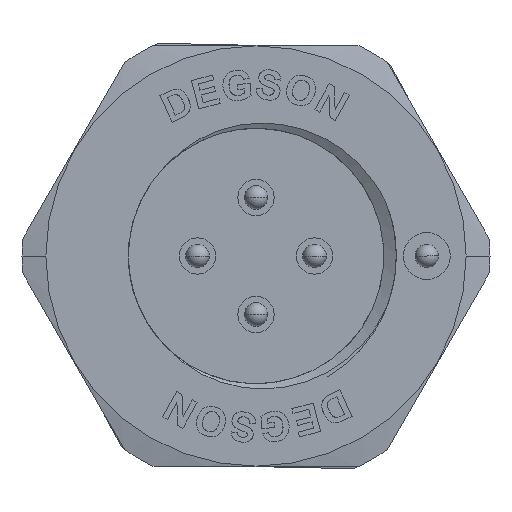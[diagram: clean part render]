
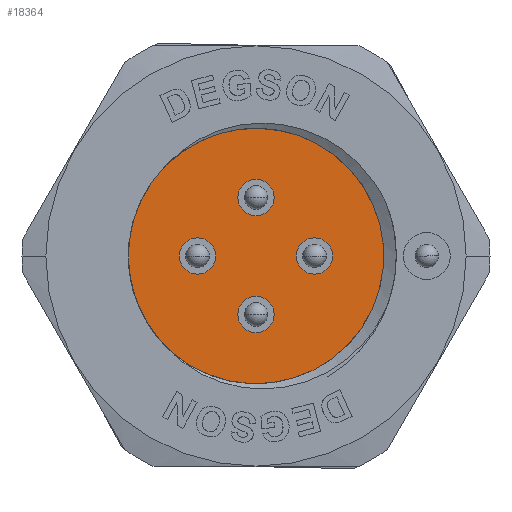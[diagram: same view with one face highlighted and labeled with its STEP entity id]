
A CAD part, left-side view. The second image highlights one B-rep face of the part: STEP entity #18364.
In plain terms, the highlighted planar face has unit normal (-1, 0, 0).
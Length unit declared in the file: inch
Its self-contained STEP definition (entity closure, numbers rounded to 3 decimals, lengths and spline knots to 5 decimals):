
#5792=CARTESIAN_POINT('',(-0.07087,0.,0.));
#5793=DIRECTION('',(-1.,0.,0.));
#5794=DIRECTION('',(0.,1.,0.));
#5795=AXIS2_PLACEMENT_3D('',#5792,#5793,#5794);
#5850=CARTESIAN_POINT('',(-0.07087,0.,0.));
#5851=DIRECTION('',(-1.,0.,0.));
#5852=DIRECTION('',(0.,0.891,0.453));
#5853=AXIS2_PLACEMENT_3D('',#5850,#5851,#5852);
#5855=CARTESIAN_POINT('',(-0.07087,0.,0.));
#5856=DIRECTION('',(-1.,0.,0.));
#5857=DIRECTION('',(0.,-0.458,0.889));
#5858=AXIS2_PLACEMENT_3D('',#5855,#5856,#5857);
#5884=CARTESIAN_POINT('',(-0.07087,0.19155,
0.09742));
#7200=CARTESIAN_POINT('',(-0.07087,0.,0.09843));
#7201=DIRECTION('',(-1.,0.,0.));
#7202=DIRECTION('',(0.,-1.,0.));
#7203=AXIS2_PLACEMENT_3D('',#7200,#7201,#7202);
#7205=CARTESIAN_POINT('',(-0.07087,0.,0.09843));
#7206=DIRECTION('',(-1.,0.,0.));
#7207=DIRECTION('',(0.,1.,0.));
#7208=AXIS2_PLACEMENT_3D('',#7205,#7206,#7207);
#7266=CARTESIAN_POINT('',(-0.07087,-0.09843,0.));
#7267=DIRECTION('',(-1.,0.,0.));
#7268=DIRECTION('',(0.,-1.,0.));
#7269=AXIS2_PLACEMENT_3D('',#7266,#7267,#7268);
#7271=CARTESIAN_POINT('',(-0.07087,-0.09843,0.));
#7272=DIRECTION('',(-1.,0.,0.));
#7273=DIRECTION('',(0.,1.,0.));
#7274=AXIS2_PLACEMENT_3D('',#7271,#7272,#7273);
#7332=CARTESIAN_POINT('',(-0.07087,0.,-0.09843));
#7333=DIRECTION('',(-1.,0.,0.));
#7334=DIRECTION('',(0.,-1.,0.));
#7335=AXIS2_PLACEMENT_3D('',#7332,#7333,#7334);
#7337=CARTESIAN_POINT('',(-0.07087,0.,-0.09843));
#7338=DIRECTION('',(-1.,0.,0.));
#7339=DIRECTION('',(0.,1.,0.));
#7340=AXIS2_PLACEMENT_3D('',#7337,#7338,#7339);
#7398=CARTESIAN_POINT('',(-0.07087,0.09843,0.));
#7399=DIRECTION('',(-1.,0.,0.));
#7400=DIRECTION('',(0.,-1.,0.));
#7401=AXIS2_PLACEMENT_3D('',#7398,#7399,#7400);
#7403=CARTESIAN_POINT('',(-0.07087,0.09843,0.));
#7404=DIRECTION('',(-1.,0.,0.));
#7405=DIRECTION('',(0.,1.,0.));
#7406=AXIS2_PLACEMENT_3D('',#7403,#7404,#7405);
#11085=CARTESIAN_POINT('',(-0.07087,-0.03051,
0.09843));
#11086=CARTESIAN_POINT('',(-0.07087,0.03051,
0.09843));
#11087=VERTEX_POINT('',#11085);
#11088=VERTEX_POINT('',#11086);
#11089=CARTESIAN_POINT('',(-0.07087,-0.12894,0.));
#11090=CARTESIAN_POINT('',(-0.07087,-0.06791,0.));
#11091=VERTEX_POINT('',#11089);
#11092=VERTEX_POINT('',#11090);
#11093=CARTESIAN_POINT('',(-0.07087,-0.03051,
-0.09843));
#11094=CARTESIAN_POINT('',(-0.07087,0.03051,
-0.09843));
#11095=VERTEX_POINT('',#11093);
#11096=VERTEX_POINT('',#11094);
#11097=CARTESIAN_POINT('',(-0.07087,0.06791,0.));
#11098=CARTESIAN_POINT('',(-0.07087,0.12894,0.));
#11099=VERTEX_POINT('',#11097);
#11100=VERTEX_POINT('',#11098);
#11114=VERTEX_POINT('',#5884);
#11127=CARTESIAN_POINT('',(-0.07087,-0.09851,
0.191));
#11128=VERTEX_POINT('',#11127);
#11132=CARTESIAN_POINT('',(-0.07087,0.2149,0.));
#11133=VERTEX_POINT('',#11132);
#18328=CARTESIAN_POINT('',(-0.07087,0.13623,
0.25308));
#18329=DIRECTION('',(1.,0.,0.));
#18330=DIRECTION('',(0.,0.,-1.));
#18331=AXIS2_PLACEMENT_3D('',#18328,#18329,#18330);
#18332=PLANE('',#18331);
#18334=ORIENTED_EDGE('',*,*,#18333,.F.);
#18335=ORIENTED_EDGE('',*,*,#18242,.F.);
#18337=ORIENTED_EDGE('',*,*,#18336,.F.);
#18338=EDGE_LOOP('',(#18334,#18335,#18337));
#18339=FACE_OUTER_BOUND('',#18338,.F.);
#18341=ORIENTED_EDGE('',*,*,#18340,.T.);
#18343=ORIENTED_EDGE('',*,*,#18342,.T.);
#18344=EDGE_LOOP('',(#18341,#18343));
#18345=FACE_BOUND('',#18344,.F.);
#18347=ORIENTED_EDGE('',*,*,#18346,.T.);
#18349=ORIENTED_EDGE('',*,*,#18348,.T.);
#18350=EDGE_LOOP('',(#18347,#18349));
#18351=FACE_BOUND('',#18350,.F.);
#18353=ORIENTED_EDGE('',*,*,#18352,.T.);
#18355=ORIENTED_EDGE('',*,*,#18354,.T.);
#18356=EDGE_LOOP('',(#18353,#18355));
#18357=FACE_BOUND('',#18356,.F.);
#18359=ORIENTED_EDGE('',*,*,#18358,.T.);
#18361=ORIENTED_EDGE('',*,*,#18360,.T.);
#18362=EDGE_LOOP('',(#18359,#18361));
#18363=FACE_BOUND('',#18362,.F.);
#18364=ADVANCED_FACE('',(#18339,#18345,#18351,#18357,#18363),#18332,.F.);
#5796=CIRCLE('',#5795,0.2149);
#5854=CIRCLE('',#5853,0.2149);
#5859=CIRCLE('',#5858,0.2149);
#7204=CIRCLE('',#7203,0.03051);
#7209=CIRCLE('',#7208,0.03051);
#7270=CIRCLE('',#7269,0.03051);
#7275=CIRCLE('',#7274,0.03051);
#7336=CIRCLE('',#7335,0.03051);
#7341=CIRCLE('',#7340,0.03051);
#7402=CIRCLE('',#7401,0.03051);
#7407=CIRCLE('',#7406,0.03051);
#18242=EDGE_CURVE('',#11133,#11128,#5796,.T.);
#18333=EDGE_CURVE('',#11128,#11114,#5859,.T.);
#18336=EDGE_CURVE('',#11114,#11133,#5854,.T.);
#18340=EDGE_CURVE('',#11087,#11088,#7204,.T.);
#18342=EDGE_CURVE('',#11088,#11087,#7209,.T.);
#18346=EDGE_CURVE('',#11091,#11092,#7270,.T.);
#18348=EDGE_CURVE('',#11092,#11091,#7275,.T.);
#18352=EDGE_CURVE('',#11095,#11096,#7336,.T.);
#18354=EDGE_CURVE('',#11096,#11095,#7341,.T.);
#18358=EDGE_CURVE('',#11099,#11100,#7402,.T.);
#18360=EDGE_CURVE('',#11100,#11099,#7407,.T.);
